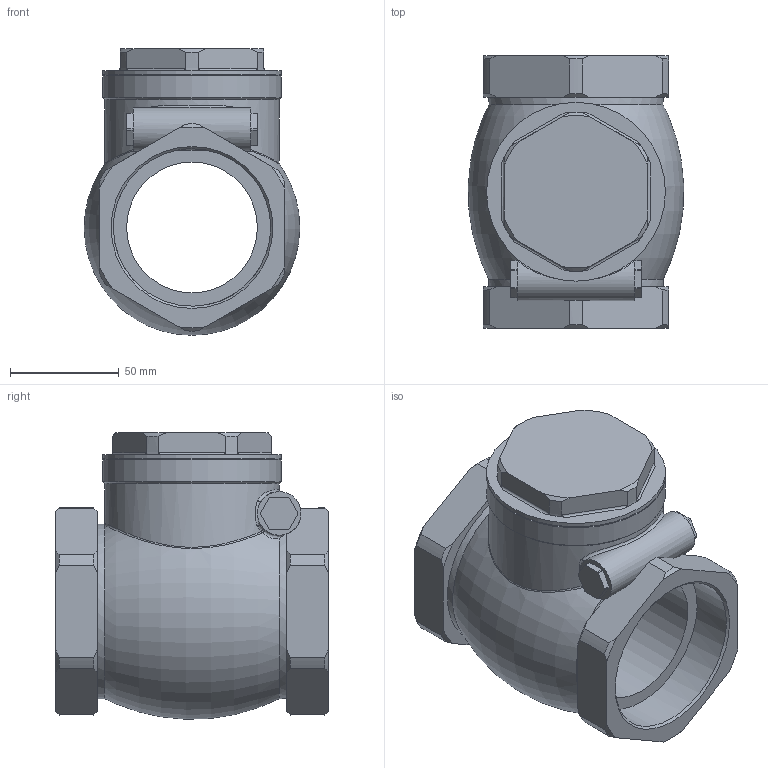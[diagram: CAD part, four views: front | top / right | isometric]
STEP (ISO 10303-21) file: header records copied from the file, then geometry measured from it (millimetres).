
FILE_DESCRIPTION(/* description */ ('Unknown'),/* implementation_level */ '2;1');
FILE_NAME(/* name */ '2200_2202-10',/* time_stamp */ '2024-06-17T10:45:10+02:00',/* author */ ('Unknown'),/* organization */ ('Unknown'),/* preprocessor_version */ 'ST-DEVELOPER v19.4',/* originating_system */ 'Solid Edge',/* authorisation */ 'Unknown');
FILE_SCHEMA (('AUTOMOTIVE_DESIGN {1 0 10303 214 3 1 1}'));
Length unit declared in the file: millimetre
Products named in the file (1): 3.606_607.065
Bounding box: 98.89 x 125 x 131.45 mm (x, y, z)
Volume: 609988.5 mm3; surface area: 83082.2 mm2
Topology: 1 solids, 1 shells, 137 faces, 368 edges, 239 vertices
Faces by surface type: cylinder 47, plane 44, cone 31, bspline 11, torus 2, sphere 2
Full cylindrical faces by diameter (mm): 60 x1, 72.226 x2, 80 x3, 82 x2
Entity records: 5775 total; most frequent: CARTESIAN_POINT 1555, ORIENTED_EDGE 700, DIRECTION 637, EDGE_CURVE 350, AXIS2_PLACEMENT_3D 254, VERTEX_POINT 234, EDGE_LOOP 158, FACE_BOUND 158
